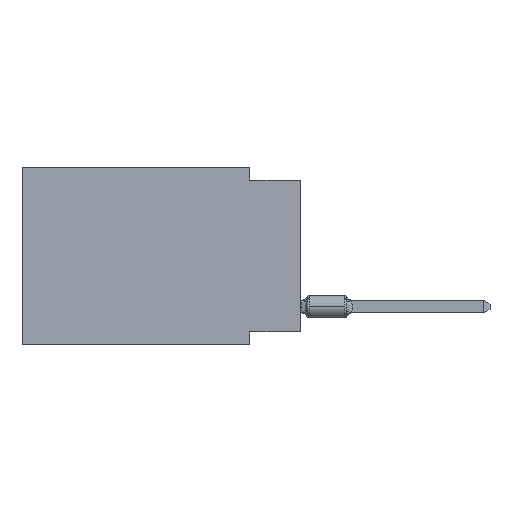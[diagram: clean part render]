
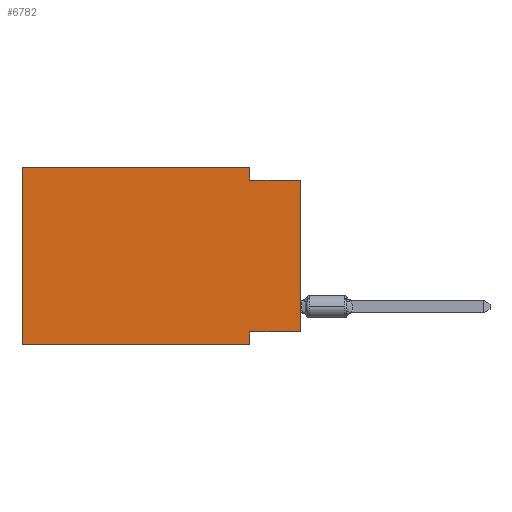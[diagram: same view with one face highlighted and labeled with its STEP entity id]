
A CAD part, left-side view. The second image highlights one B-rep face of the part: STEP entity #6782.
In plain terms, the highlighted planar face has unit normal (-1, 0, 0).
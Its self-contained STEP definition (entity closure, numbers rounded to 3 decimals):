
#455 = ORIENTED_EDGE ( 'NONE', *, *, #8386, .F. ) ;
#1053 = FACE_OUTER_BOUND ( 'NONE', #1799, .T. ) ;
#1087 = VECTOR ( 'NONE', #12889, 1000. ) ;
#1137 = ORIENTED_EDGE ( 'NONE', *, *, #1356, .F. ) ;
#1356 = EDGE_CURVE ( 'NONE', #9488, #8661, #6887, .T. ) ;
#1799 = EDGE_LOOP ( 'NONE', ( #9106, #455, #1137, #5821, #9513, #6355, #12924, #2235 ) ) ;
#2177 = VECTOR ( 'NONE', #7917, 1000. ) ;
#2235 = ORIENTED_EDGE ( 'NONE', *, *, #10679, .F. ) ;
#2289 = LINE ( 'NONE', #10580, #11944 ) ;
#2293 = LINE ( 'NONE', #4618, #1087 ) ;
#2570 = DIRECTION ( 'NONE',  ( 0., 1., 0. ) ) ;
#2634 = EDGE_CURVE ( 'NONE', #13437, #9488, #7225, .T. ) ;
#2658 = CARTESIAN_POINT ( 'NONE',  ( 0., 2.54, 0. ) ) ;
#2708 = CARTESIAN_POINT ( 'NONE',  ( 0., 0., 0. ) ) ;
#3419 = CARTESIAN_POINT ( 'NONE',  ( 0., 2.54, -0.635 ) ) ;
#3761 = CARTESIAN_POINT ( 'NONE',  ( 0., 13.97, -8.89 ) ) ;
#3793 = VECTOR ( 'NONE', #2570, 1000. ) ;
#3852 = VERTEX_POINT ( 'NONE', #7759 ) ;
#4269 = VERTEX_POINT ( 'NONE', #13052 ) ;
#4580 = DIRECTION ( 'NONE',  ( 0., 0., 1. ) ) ;
#4618 = CARTESIAN_POINT ( 'NONE',  ( 0., 2.54, -8.89 ) ) ;
#4902 = DIRECTION ( 'NONE',  ( 0., 0., -1. ) ) ;
#5042 = EDGE_CURVE ( 'NONE', #3852, #12935, #2293, .T. ) ;
#5198 = PLANE ( 'NONE',  #10632 ) ;
#5356 = VERTEX_POINT ( 'NONE', #7594 ) ;
#5397 = EDGE_CURVE ( 'NONE', #4269, #12935, #5813, .T. ) ;
#5460 = LINE ( 'NONE', #9530, #8277 ) ;
#5714 = DIRECTION ( 'NONE',  ( 0., -1., 0. ) ) ;
#5813 = LINE ( 'NONE', #3761, #2177 ) ;
#5821 = ORIENTED_EDGE ( 'NONE', *, *, #2634, .F. ) ;
#5995 = VECTOR ( 'NONE', #4902, 1000. ) ;
#6355 = ORIENTED_EDGE ( 'NONE', *, *, #5397, .T. ) ;
#6660 = CARTESIAN_POINT ( 'NONE',  ( 0., 0., -8.255 ) ) ;
#6782 = ADVANCED_FACE ( 'NONE', ( #1053 ), #5198, .F. ) ;
#6870 = DIRECTION ( 'NONE',  ( 0., 0., 1. ) ) ;
#6885 = VERTEX_POINT ( 'NONE', #12973 ) ;
#6887 = LINE ( 'NONE', #2658, #5995 ) ;
#6971 = EDGE_CURVE ( 'NONE', #6885, #5356, #12003, .T. ) ;
#7225 = LINE ( 'NONE', #7550, #13176 ) ;
#7550 = CARTESIAN_POINT ( 'NONE',  ( 0., 13.97, 0. ) ) ;
#7594 = CARTESIAN_POINT ( 'NONE',  ( 0., 0., -0.635 ) ) ;
#7759 = CARTESIAN_POINT ( 'NONE',  ( 0., 2.54, -8.255 ) ) ;
#7885 = EDGE_CURVE ( 'NONE', #4269, #13437, #5460, .T. ) ;
#7917 = DIRECTION ( 'NONE',  ( 0., -1., 0. ) ) ;
#8045 = VECTOR ( 'NONE', #6870, 1000. ) ;
#8277 = VECTOR ( 'NONE', #4580, 1000. ) ;
#8386 = EDGE_CURVE ( 'NONE', #8661, #5356, #2289, .T. ) ;
#8635 = LINE ( 'NONE', #6660, #3793 ) ;
#8661 = VERTEX_POINT ( 'NONE', #3419 ) ;
#9106 = ORIENTED_EDGE ( 'NONE', *, *, #6971, .T. ) ;
#9349 = DIRECTION ( 'NONE',  ( 0., 0., -1. ) ) ;
#9488 = VERTEX_POINT ( 'NONE', #9836 ) ;
#9513 = ORIENTED_EDGE ( 'NONE', *, *, #7885, .F. ) ;
#9530 = CARTESIAN_POINT ( 'NONE',  ( 0., 13.97, 0. ) ) ;
#9744 = CARTESIAN_POINT ( 'NONE',  ( 0., 2.54, -8.89 ) ) ;
#9836 = CARTESIAN_POINT ( 'NONE',  ( 0., 2.54, 0. ) ) ;
#10429 = DIRECTION ( 'NONE',  ( 1., 0., 0. ) ) ;
#10580 = CARTESIAN_POINT ( 'NONE',  ( 0., 0., -0.635 ) ) ;
#10632 = AXIS2_PLACEMENT_3D ( 'NONE', #12515, #10429, #9349 ) ;
#10679 = EDGE_CURVE ( 'NONE', #6885, #3852, #8635, .T. ) ;
#11944 = VECTOR ( 'NONE', #12676, 1000. ) ;
#12003 = LINE ( 'NONE', #2708, #8045 ) ;
#12515 = CARTESIAN_POINT ( 'NONE',  ( 0., 13.97, 0. ) ) ;
#12676 = DIRECTION ( 'NONE',  ( 0., -1., 0. ) ) ;
#12889 = DIRECTION ( 'NONE',  ( 0., 0., -1. ) ) ;
#12907 = CARTESIAN_POINT ( 'NONE',  ( 0., 13.97, 0. ) ) ;
#12924 = ORIENTED_EDGE ( 'NONE', *, *, #5042, .F. ) ;
#12935 = VERTEX_POINT ( 'NONE', #9744 ) ;
#12973 = CARTESIAN_POINT ( 'NONE',  ( 0., 0., -8.255 ) ) ;
#13052 = CARTESIAN_POINT ( 'NONE',  ( 0., 13.97, -8.89 ) ) ;
#13176 = VECTOR ( 'NONE', #5714, 1000. ) ;
#13437 = VERTEX_POINT ( 'NONE', #12907 ) ;
